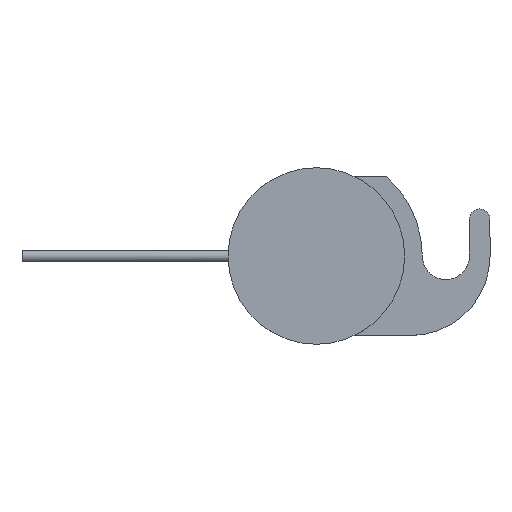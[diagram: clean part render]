
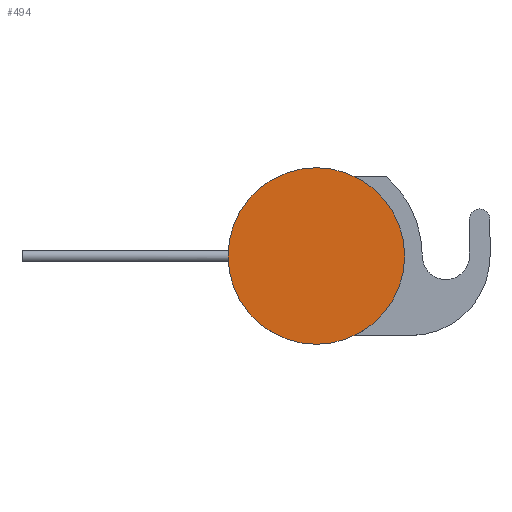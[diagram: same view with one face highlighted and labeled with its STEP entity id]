
A CAD part, top view. The second image highlights one B-rep face of the part: STEP entity #494.
In plain terms, the highlighted planar face has unit normal (0, 0, 1).
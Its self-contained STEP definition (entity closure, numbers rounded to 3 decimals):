
#471=CARTESIAN_POINT('',(15.0,0.,8.0));
#472=VERTEX_POINT('',#471);
#473=CARTESIAN_POINT('',(0.0,0.0,8.0));
#474=DIRECTION('',(0.0,0.0,-1.0));
#475=DIRECTION('',(-1.0,0.0,0.0));
#476=AXIS2_PLACEMENT_3D('',#473,#474,#475);
#477=CIRCLE('',#476,15.0);
#478=EDGE_CURVE('',#472,#472,#477,.T.);
#486=CARTESIAN_POINT('',(0.0,0.0,8.0));
#487=DIRECTION('',(0.0,0.0,-1.0));
#488=DIRECTION('',(-1.0,0.0,0.0));
#489=AXIS2_PLACEMENT_3D('',#486,#487,#488);
#490=PLANE('',#489);
#491=ORIENTED_EDGE('',*,*,#478,.F.);
#492=EDGE_LOOP('',(#491));
#493=FACE_OUTER_BOUND('',#492,.T.);
#494=ADVANCED_FACE('',(#493),#490,.F.);
